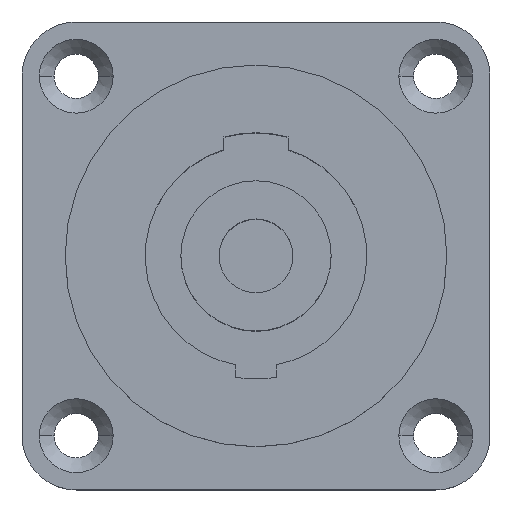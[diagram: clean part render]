
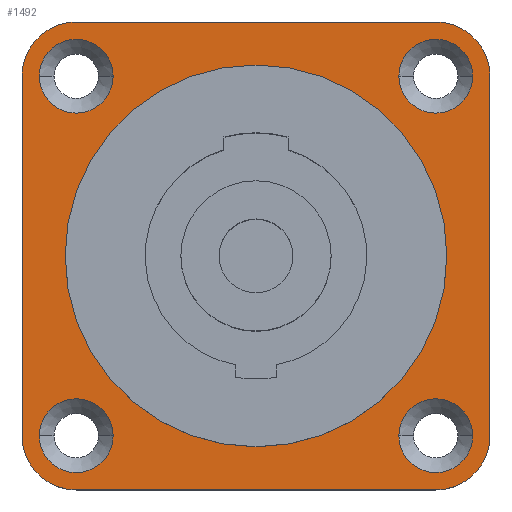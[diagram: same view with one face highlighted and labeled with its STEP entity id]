
A CAD part, top view. The second image highlights one B-rep face of the part: STEP entity #1492.
In plain terms, the highlighted planar face has unit normal (0, 0, 1).
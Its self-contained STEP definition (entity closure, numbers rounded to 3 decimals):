
#277=DIRECTION('',(0.,1.,0.));
#278=VECTOR('',#277,29.2);
#279=CARTESIAN_POINT('',(-19.,-14.6,4.5));
#280=LINE('',#279,#278);
#281=CARTESIAN_POINT('',(-14.6,14.6,4.5));
#282=DIRECTION('',(0.,0.,1.));
#283=DIRECTION('',(0.,1.,0.));
#284=AXIS2_PLACEMENT_3D('',#281,#282,#283);
#286=DIRECTION('',(1.,0.,0.));
#287=VECTOR('',#286,29.2);
#288=CARTESIAN_POINT('',(-14.6,19.,4.5));
#289=LINE('',#288,#287);
#290=CARTESIAN_POINT('',(14.6,14.6,4.5));
#291=DIRECTION('',(0.,0.,1.));
#292=DIRECTION('',(1.,0.,0.));
#293=AXIS2_PLACEMENT_3D('',#290,#291,#292);
#295=DIRECTION('',(0.,-1.,0.));
#296=VECTOR('',#295,29.2);
#297=CARTESIAN_POINT('',(19.,14.6,4.5));
#298=LINE('',#297,#296);
#299=CARTESIAN_POINT('',(14.6,-14.6,4.5));
#300=DIRECTION('',(0.,0.,1.));
#301=DIRECTION('',(0.,-1.,0.));
#302=AXIS2_PLACEMENT_3D('',#299,#300,#301);
#304=DIRECTION('',(-1.,0.,0.));
#305=VECTOR('',#304,29.2);
#306=CARTESIAN_POINT('',(14.6,-19.,4.5));
#307=LINE('',#306,#305);
#308=CARTESIAN_POINT('',(-14.6,-14.6,4.5));
#309=DIRECTION('',(0.,0.,1.));
#310=DIRECTION('',(-1.,0.,0.));
#311=AXIS2_PLACEMENT_3D('',#308,#309,#310);
#313=CARTESIAN_POINT('',(-14.6,14.6,4.5));
#314=DIRECTION('',(0.,0.,-1.));
#315=DIRECTION('',(-1.,0.,0.));
#316=AXIS2_PLACEMENT_3D('',#313,#314,#315);
#318=CARTESIAN_POINT('',(-14.6,14.6,4.5));
#319=DIRECTION('',(0.,0.,-1.));
#320=DIRECTION('',(1.,0.,0.));
#321=AXIS2_PLACEMENT_3D('',#318,#319,#320);
#323=CARTESIAN_POINT('',(14.6,-14.6,4.5));
#324=DIRECTION('',(0.,0.,-1.));
#325=DIRECTION('',(1.,0.,0.));
#326=AXIS2_PLACEMENT_3D('',#323,#324,#325);
#328=CARTESIAN_POINT('',(14.6,-14.6,4.5));
#329=DIRECTION('',(0.,0.,-1.));
#330=DIRECTION('',(-1.,0.,0.));
#331=AXIS2_PLACEMENT_3D('',#328,#329,#330);
#333=CARTESIAN_POINT('',(14.6,14.6,4.5));
#334=DIRECTION('',(0.,0.,-1.));
#335=DIRECTION('',(-1.,0.,0.));
#336=AXIS2_PLACEMENT_3D('',#333,#334,#335);
#338=CARTESIAN_POINT('',(14.6,14.6,4.5));
#339=DIRECTION('',(0.,0.,-1.));
#340=DIRECTION('',(1.,0.,0.));
#341=AXIS2_PLACEMENT_3D('',#338,#339,#340);
#343=CARTESIAN_POINT('',(-14.6,-14.6,4.5));
#344=DIRECTION('',(0.,0.,-1.));
#345=DIRECTION('',(1.,0.,0.));
#346=AXIS2_PLACEMENT_3D('',#343,#344,#345);
#348=CARTESIAN_POINT('',(-14.6,-14.6,4.5));
#349=DIRECTION('',(0.,0.,-1.));
#350=DIRECTION('',(-1.,0.,0.));
#351=AXIS2_PLACEMENT_3D('',#348,#349,#350);
#361=CARTESIAN_POINT('',(0.,0.,4.5));
#362=DIRECTION('',(0.,0.,1.));
#363=DIRECTION('',(0.,1.,0.));
#364=AXIS2_PLACEMENT_3D('',#361,#362,#363);
#366=CARTESIAN_POINT('',(0.,0.,4.5));
#367=DIRECTION('',(0.,0.,-1.));
#368=DIRECTION('',(0.,1.,0.));
#369=AXIS2_PLACEMENT_3D('',#366,#367,#368);
#873=CARTESIAN_POINT('',(0.,15.5,4.5));
#875=VERTEX_POINT('',#873);
#889=CARTESIAN_POINT('',(0.,-15.5,4.5));
#891=VERTEX_POINT('',#889);
#921=CARTESIAN_POINT('',(-19.,-14.6,4.5));
#922=CARTESIAN_POINT('',(-19.,14.6,4.5));
#923=VERTEX_POINT('',#921);
#924=VERTEX_POINT('',#922);
#925=CARTESIAN_POINT('',(-14.6,19.,4.5));
#926=VERTEX_POINT('',#925);
#927=CARTESIAN_POINT('',(14.6,19.,4.5));
#928=VERTEX_POINT('',#927);
#929=CARTESIAN_POINT('',(19.,14.6,4.5));
#930=VERTEX_POINT('',#929);
#931=CARTESIAN_POINT('',(19.,-14.6,4.5));
#932=VERTEX_POINT('',#931);
#933=CARTESIAN_POINT('',(14.6,-19.,4.5));
#934=VERTEX_POINT('',#933);
#935=CARTESIAN_POINT('',(-14.6,-19.,4.5));
#936=VERTEX_POINT('',#935);
#973=CARTESIAN_POINT('',(-17.6,14.6,4.5));
#974=CARTESIAN_POINT('',(-11.6,14.6,4.5));
#975=VERTEX_POINT('',#973);
#976=VERTEX_POINT('',#974);
#981=CARTESIAN_POINT('',(17.6,-14.6,4.5));
#982=CARTESIAN_POINT('',(11.6,-14.6,4.5));
#983=VERTEX_POINT('',#981);
#984=VERTEX_POINT('',#982);
#1061=CARTESIAN_POINT('',(11.6,14.6,4.5));
#1062=CARTESIAN_POINT('',(17.6,14.6,4.5));
#1063=VERTEX_POINT('',#1061);
#1064=VERTEX_POINT('',#1062);
#1069=CARTESIAN_POINT('',(-11.6,-14.6,4.5));
#1070=CARTESIAN_POINT('',(-17.6,-14.6,4.5));
#1071=VERTEX_POINT('',#1069);
#1072=VERTEX_POINT('',#1070);
#1447=CARTESIAN_POINT('',(0.,0.,4.5));
#1448=DIRECTION('',(0.,0.,-1.));
#1449=DIRECTION('',(0.,-1.,0.));
#1450=AXIS2_PLACEMENT_3D('',#1447,#1448,#1449);
#1451=PLANE('',#1450);
#1452=ORIENTED_EDGE('',*,*,#1343,.T.);
#1453=ORIENTED_EDGE('',*,*,#1358,.F.);
#1454=ORIENTED_EDGE('',*,*,#1372,.T.);
#1455=ORIENTED_EDGE('',*,*,#1386,.F.);
#1456=ORIENTED_EDGE('',*,*,#1400,.T.);
#1457=ORIENTED_EDGE('',*,*,#1414,.F.);
#1458=ORIENTED_EDGE('',*,*,#1428,.T.);
#1459=ORIENTED_EDGE('',*,*,#1441,.F.);
#1460=EDGE_LOOP('',(#1452,#1453,#1454,#1455,#1456,#1457,#1458,#1459));
#1461=FACE_OUTER_BOUND('',#1460,.F.);
#1463=ORIENTED_EDGE('',*,*,#1462,.T.);
#1465=ORIENTED_EDGE('',*,*,#1464,.F.);
#1466=EDGE_LOOP('',(#1463,#1465));
#1467=FACE_BOUND('',#1466,.F.);
#1469=ORIENTED_EDGE('',*,*,#1468,.F.);
#1471=ORIENTED_EDGE('',*,*,#1470,.F.);
#1472=EDGE_LOOP('',(#1469,#1471));
#1473=FACE_BOUND('',#1472,.F.);
#1475=ORIENTED_EDGE('',*,*,#1474,.F.);
#1477=ORIENTED_EDGE('',*,*,#1476,.F.);
#1478=EDGE_LOOP('',(#1475,#1477));
#1479=FACE_BOUND('',#1478,.F.);
#1481=ORIENTED_EDGE('',*,*,#1480,.F.);
#1483=ORIENTED_EDGE('',*,*,#1482,.F.);
#1484=EDGE_LOOP('',(#1481,#1483));
#1485=FACE_BOUND('',#1484,.F.);
#1487=ORIENTED_EDGE('',*,*,#1486,.F.);
#1489=ORIENTED_EDGE('',*,*,#1488,.F.);
#1490=EDGE_LOOP('',(#1487,#1489));
#1491=FACE_BOUND('',#1490,.F.);
#1492=ADVANCED_FACE('',(#1461,#1467,#1473,#1479,#1485,#1491),#1451,.F.);
#285=CIRCLE('',#284,4.4);
#294=CIRCLE('',#293,4.4);
#303=CIRCLE('',#302,4.4);
#312=CIRCLE('',#311,4.4);
#317=CIRCLE('',#316,3.);
#322=CIRCLE('',#321,3.);
#327=CIRCLE('',#326,3.);
#332=CIRCLE('',#331,3.);
#337=CIRCLE('',#336,3.);
#342=CIRCLE('',#341,3.);
#347=CIRCLE('',#346,3.);
#352=CIRCLE('',#351,3.);
#365=CIRCLE('',#364,15.5);
#370=CIRCLE('',#369,15.5);
#1343=EDGE_CURVE('',#923,#924,#280,.T.);
#1358=EDGE_CURVE('',#926,#924,#285,.T.);
#1372=EDGE_CURVE('',#926,#928,#289,.T.);
#1386=EDGE_CURVE('',#930,#928,#294,.T.);
#1400=EDGE_CURVE('',#930,#932,#298,.T.);
#1414=EDGE_CURVE('',#934,#932,#303,.T.);
#1428=EDGE_CURVE('',#934,#936,#307,.T.);
#1441=EDGE_CURVE('',#923,#936,#312,.T.);
#1462=EDGE_CURVE('',#875,#891,#365,.T.);
#1464=EDGE_CURVE('',#875,#891,#370,.T.);
#1468=EDGE_CURVE('',#975,#976,#317,.T.);
#1470=EDGE_CURVE('',#976,#975,#322,.T.);
#1474=EDGE_CURVE('',#983,#984,#327,.T.);
#1476=EDGE_CURVE('',#984,#983,#332,.T.);
#1480=EDGE_CURVE('',#1063,#1064,#337,.T.);
#1482=EDGE_CURVE('',#1064,#1063,#342,.T.);
#1486=EDGE_CURVE('',#1071,#1072,#347,.T.);
#1488=EDGE_CURVE('',#1072,#1071,#352,.T.);
